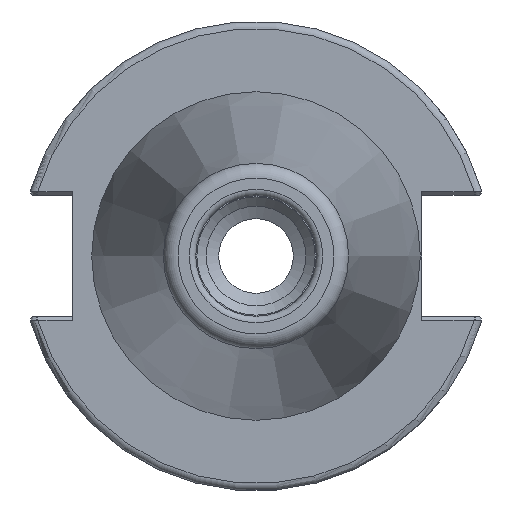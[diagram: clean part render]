
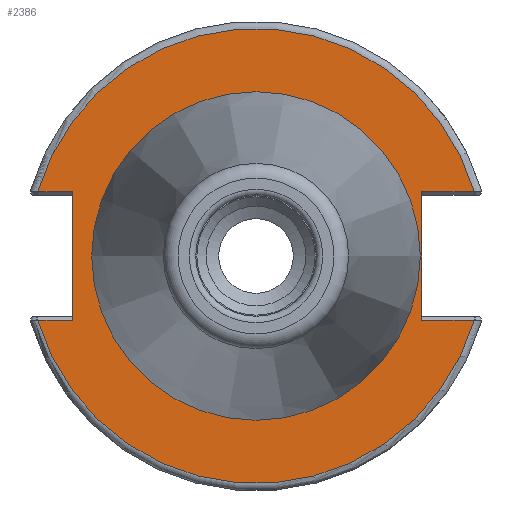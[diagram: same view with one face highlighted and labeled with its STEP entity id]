
A CAD part, left-side view. The second image highlights one B-rep face of the part: STEP entity #2386.
In plain terms, the highlighted planar face has unit normal (-1, 0, 0).
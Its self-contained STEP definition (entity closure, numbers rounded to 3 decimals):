
#19=FACE_BOUND('',#366,.T.);
#171=PLANE('',#2548);
#230=FACE_OUTER_BOUND('',#365,.T.);
#365=EDGE_LOOP('',(#1628,#1629,#1630,#1631,#1632,#1633,#1634,#1635));
#366=EDGE_LOOP('',(#1636,#1637));
#516=LINE('',#3662,#647);
#518=LINE('',#3730,#649);
#519=LINE('',#3732,#650);
#520=LINE('',#3736,#651);
#521=LINE('',#3738,#652);
#522=LINE('',#3739,#653);
#647=VECTOR('',#2852,10.);
#649=VECTOR('',#2870,10.);
#650=VECTOR('',#2871,10.);
#651=VECTOR('',#2874,10.);
#652=VECTOR('',#2875,10.);
#653=VECTOR('',#2876,10.);
#776=CIRCLE('',#2547,30.775);
#777=CIRCLE('',#2549,30.775);
#778=CIRCLE('',#2550,22.225);
#779=CIRCLE('',#2551,22.225);
#955=VERTEX_POINT('',#3655);
#958=VERTEX_POINT('',#3660);
#964=VERTEX_POINT('',#3708);
#966=VERTEX_POINT('',#3729);
#967=VERTEX_POINT('',#3731);
#968=VERTEX_POINT('',#3733);
#969=VERTEX_POINT('',#3735);
#970=VERTEX_POINT('',#3737);
#971=VERTEX_POINT('',#3740);
#972=VERTEX_POINT('',#3741);
#1223=EDGE_CURVE('',#958,#955,#516,.T.);
#1233=EDGE_CURVE('',#955,#964,#776,.T.);
#1236=EDGE_CURVE('',#958,#966,#518,.T.);
#1237=EDGE_CURVE('',#967,#966,#519,.T.);
#1238=EDGE_CURVE('',#968,#967,#777,.T.);
#1239=EDGE_CURVE('',#969,#968,#520,.T.);
#1240=EDGE_CURVE('',#969,#970,#521,.T.);
#1241=EDGE_CURVE('',#964,#970,#522,.T.);
#1242=EDGE_CURVE('',#971,#972,#778,.T.);
#1243=EDGE_CURVE('',#972,#971,#779,.T.);
#1628=ORIENTED_EDGE('',*,*,#1223,.F.);
#1629=ORIENTED_EDGE('',*,*,#1236,.T.);
#1630=ORIENTED_EDGE('',*,*,#1237,.F.);
#1631=ORIENTED_EDGE('',*,*,#1238,.F.);
#1632=ORIENTED_EDGE('',*,*,#1239,.F.);
#1633=ORIENTED_EDGE('',*,*,#1240,.T.);
#1634=ORIENTED_EDGE('',*,*,#1241,.F.);
#1635=ORIENTED_EDGE('',*,*,#1233,.F.);
#1636=ORIENTED_EDGE('',*,*,#1242,.T.);
#1637=ORIENTED_EDGE('',*,*,#1243,.T.);
#2386=ADVANCED_FACE('',(#230,#19),#171,.T.);
#2547=AXIS2_PLACEMENT_3D('',#3709,#2866,#2867);
#2548=AXIS2_PLACEMENT_3D('',#3728,#2868,#2869);
#2549=AXIS2_PLACEMENT_3D('',#3734,#2872,#2873);
#2550=AXIS2_PLACEMENT_3D('',#3742,#2877,#2878);
#2551=AXIS2_PLACEMENT_3D('',#3743,#2879,#2880);
#2852=DIRECTION('',(0.,-1.,0.));
#2866=DIRECTION('center_axis',(1.,0.,0.));
#2867=DIRECTION('ref_axis',(0.,0.,-1.));
#2868=DIRECTION('center_axis',(-1.,0.,0.));
#2869=DIRECTION('ref_axis',(0.,0.,1.));
#2870=DIRECTION('',(0.,0.,1.));
#2871=DIRECTION('',(0.,1.,0.));
#2872=DIRECTION('center_axis',(1.,0.,0.));
#2873=DIRECTION('ref_axis',(0.,0.,-1.));
#2874=DIRECTION('',(0.,1.,0.));
#2875=DIRECTION('',(0.,0.,-1.));
#2876=DIRECTION('',(0.,-1.,0.));
#2877=DIRECTION('center_axis',(1.,0.,0.));
#2878=DIRECTION('ref_axis',(0.,0.,-1.));
#2879=DIRECTION('center_axis',(1.,0.,0.));
#2880=DIRECTION('ref_axis',(0.,0.,-1.));
#3655=CARTESIAN_POINT('',(3.175,-29.523,-8.69));
#3660=CARTESIAN_POINT('',(3.175,-22.41,-8.69));
#3662=CARTESIAN_POINT('',(3.175,-4.878,-8.69));
#3708=CARTESIAN_POINT('',(3.175,29.523,-8.69));
#3709=CARTESIAN_POINT('Origin',(3.175,0.,
0.));
#3728=CARTESIAN_POINT('Origin',(3.175,30.775,0.));
#3729=CARTESIAN_POINT('',(3.175,-22.41,8.69));
#3730=CARTESIAN_POINT('',(3.175,-22.41,-4.095));
#3731=CARTESIAN_POINT('',(3.175,-29.523,8.69));
#3732=CARTESIAN_POINT('',(3.175,4.182,8.69));
#3733=CARTESIAN_POINT('',(3.175,29.523,8.69));
#3734=CARTESIAN_POINT('Origin',(3.175,0.,
0.));
#3735=CARTESIAN_POINT('',(3.175,24.8,8.69));
#3736=CARTESIAN_POINT('',(3.175,32.958,8.69));
#3737=CARTESIAN_POINT('',(3.175,24.8,-8.69));
#3738=CARTESIAN_POINT('',(3.175,24.8,4.095));
#3739=CARTESIAN_POINT('',(3.175,27.788,-8.69));
#3740=CARTESIAN_POINT('',(3.175,22.225,0.));
#3741=CARTESIAN_POINT('',(3.175,-22.225,0.));
#3742=CARTESIAN_POINT('Origin',(3.175,0.,
0.));
#3743=CARTESIAN_POINT('Origin',(3.175,0.,
0.));
